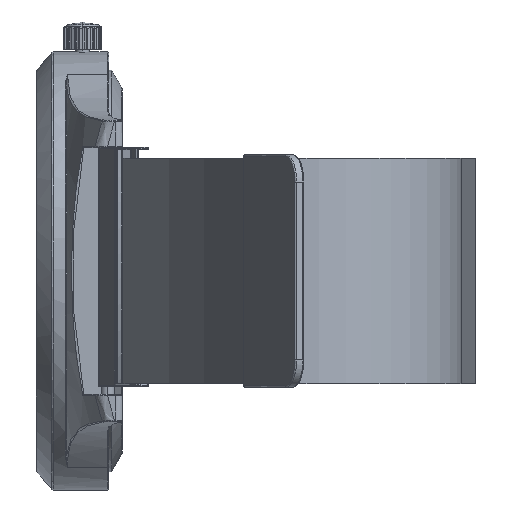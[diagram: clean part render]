
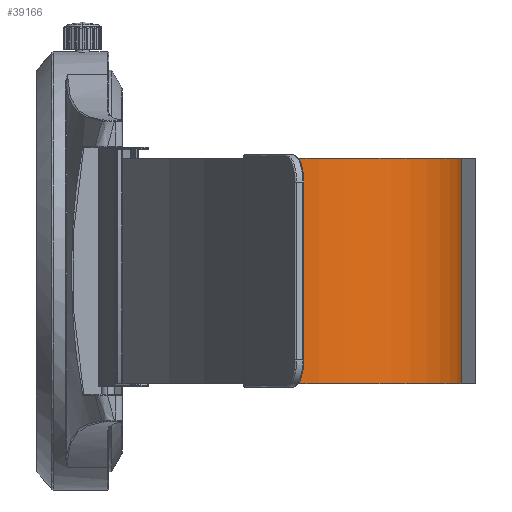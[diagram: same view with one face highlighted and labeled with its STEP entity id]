
A CAD part, left-side view. The second image highlights one B-rep face of the part: STEP entity #39166.
In plain terms, the highlighted free-form (B-spline) face has degree [2, 1] with [3, 2] control points.
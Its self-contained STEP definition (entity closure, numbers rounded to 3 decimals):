
#39166 = ADVANCED_FACE('',(#39167),#39199,.T.);
#39167 = FACE_BOUND('',#39168,.T.);
#39168 = EDGE_LOOP('',(#39169,#39179,#39186,#39194));
#39169 = ORIENTED_EDGE('',*,*,#39170,.F.);
#39170 = EDGE_CURVE('',#39171,#39173,#39175,.T.);
#39171 = VERTEX_POINT('',#39172);
#39172 = CARTESIAN_POINT('',(-30.672,-8.22,
    7.772));
#39173 = VERTEX_POINT('',#39174);
#39174 = CARTESIAN_POINT('',(-19.665,-19.816,
    7.772));
#39175 = ( BOUNDED_CURVE() B_SPLINE_CURVE(2,(#39176,#39177,#39178),
.UNSPECIFIED.,.F.,.F.) B_SPLINE_CURVE_WITH_KNOTS((3,3),(0.,
1.571),.PIECEWISE_BEZIER_KNOTS.) CURVE() 
GEOMETRIC_REPRESENTATION_ITEM() RATIONAL_B_SPLINE_CURVE((1.,
0.707,1.)) REPRESENTATION_ITEM('') );
#39176 = CARTESIAN_POINT('',(-30.672,-8.22,
    7.772));
#39177 = CARTESIAN_POINT('',(-30.967,-19.522,
    7.772));
#39178 = CARTESIAN_POINT('',(-19.665,-19.816,
    7.772));
#39179 = ORIENTED_EDGE('',*,*,#39180,.T.);
#39180 = EDGE_CURVE('',#39171,#39181,#39183,.T.);
#39181 = VERTEX_POINT('',#39182);
#39182 = CARTESIAN_POINT('',(-30.672,-8.22,
    -7.772));
#39183 = B_SPLINE_CURVE_WITH_KNOTS('',1,(#39184,#39185),.UNSPECIFIED.,
  .F.,.F.,(2,2),(-0.,16.5),.PIECEWISE_BEZIER_KNOTS.);
#39184 = CARTESIAN_POINT('',(-30.672,-8.22,
    7.772));
#39185 = CARTESIAN_POINT('',(-30.672,-8.22,
    -7.772));
#39186 = ORIENTED_EDGE('',*,*,#39187,.T.);
#39187 = EDGE_CURVE('',#39181,#39188,#39190,.T.);
#39188 = VERTEX_POINT('',#39189);
#39189 = CARTESIAN_POINT('',(-19.665,-19.816,
    -7.772));
#39190 = ( BOUNDED_CURVE() B_SPLINE_CURVE(2,(#39191,#39192,#39193),
.UNSPECIFIED.,.F.,.F.) B_SPLINE_CURVE_WITH_KNOTS((3,3),(0.,
1.571),.PIECEWISE_BEZIER_KNOTS.) CURVE() 
GEOMETRIC_REPRESENTATION_ITEM() RATIONAL_B_SPLINE_CURVE((1.,
0.707,1.)) REPRESENTATION_ITEM('') );
#39191 = CARTESIAN_POINT('',(-30.672,-8.22,
    -7.772));
#39192 = CARTESIAN_POINT('',(-30.967,-19.522,
    -7.772));
#39193 = CARTESIAN_POINT('',(-19.665,-19.816,
    -7.772));
#39194 = ORIENTED_EDGE('',*,*,#39195,.F.);
#39195 = EDGE_CURVE('',#39173,#39188,#39196,.T.);
#39196 = B_SPLINE_CURVE_WITH_KNOTS('',1,(#39197,#39198),.UNSPECIFIED.,
  .F.,.F.,(2,2),(-0.,16.5),.PIECEWISE_BEZIER_KNOTS.);
#39197 = CARTESIAN_POINT('',(-19.665,-19.816,
    7.772));
#39198 = CARTESIAN_POINT('',(-19.665,-19.816,
    -7.772));
#39199 = ( BOUNDED_SURFACE() B_SPLINE_SURFACE(2,1,(
    (#39200,#39201)
    ,(#39202,#39203)
    ,(#39204,#39205
)),.UNSPECIFIED.,.F.,.F.,.F.) B_SPLINE_SURFACE_WITH_KNOTS((3,3),(2,2),(
    4.712,6.283),(0.,16.5),.PIECEWISE_BEZIER_KNOTS.) 
GEOMETRIC_REPRESENTATION_ITEM() RATIONAL_B_SPLINE_SURFACE((
    (1.,1.)
    ,(0.707,0.707)
,(1.,1.))) REPRESENTATION_ITEM('') SURFACE() );
#39200 = CARTESIAN_POINT('',(-19.665,-19.816,
    7.772));
#39201 = CARTESIAN_POINT('',(-19.665,-19.816,
    -7.772));
#39202 = CARTESIAN_POINT('',(-30.967,-19.522,
    7.772));
#39203 = CARTESIAN_POINT('',(-30.967,-19.522,
    -7.772));
#39204 = CARTESIAN_POINT('',(-30.672,-8.22,
    7.772));
#39205 = CARTESIAN_POINT('',(-30.672,-8.22,
    -7.772));
